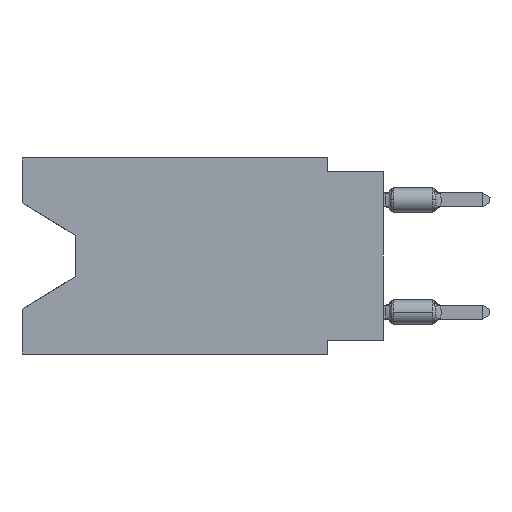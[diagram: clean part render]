
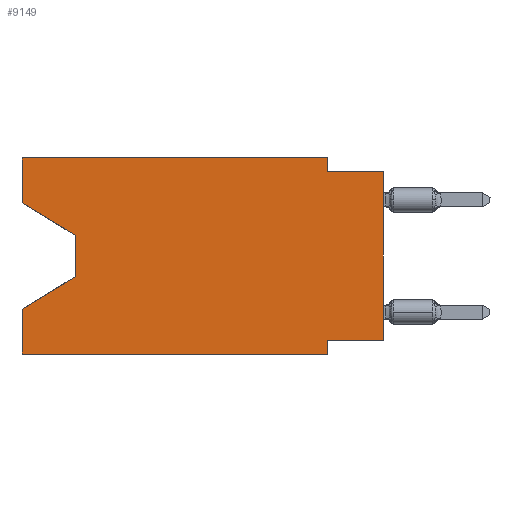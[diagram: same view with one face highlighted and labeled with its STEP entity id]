
A CAD part, left-side view. The second image highlights one B-rep face of the part: STEP entity #9149.
In plain terms, the highlighted planar face has unit normal (-1, 0, 0).
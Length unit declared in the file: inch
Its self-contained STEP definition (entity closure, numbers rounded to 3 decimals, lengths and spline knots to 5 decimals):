
#81 = VECTOR ( 'NONE', #23303, 39.37008 ) ;
#464 = VERTEX_POINT ( 'NONE', #5820 ) ;
#1280 = CARTESIAN_POINT ( 'NONE',  ( 0., 0., 0. ) ) ;
#2027 = LINE ( 'NONE', #10630, #81 ) ;
#2129 = EDGE_CURVE ( 'NONE', #8448, #20241, #19799, .T. ) ;
#2691 = FACE_OUTER_BOUND ( 'NONE', #12800, .T. ) ;
#3262 = VECTOR ( 'NONE', #7626, 39.37008 ) ;
#3589 = CARTESIAN_POINT ( 'NONE',  ( 0., 0.1, -0.35 ) ) ;
#3612 = CARTESIAN_POINT ( 'NONE',  ( 0., 0., -0.025 ) ) ;
#4289 = VERTEX_POINT ( 'NONE', #3612 ) ;
#4364 = CARTESIAN_POINT ( 'NONE',  ( 0., 0.1, 0. ) ) ;
#4510 = CARTESIAN_POINT ( 'NONE',  ( 0., 0., -0.325 ) ) ;
#4792 = CARTESIAN_POINT ( 'NONE',  ( 0., 0.645, -0.26975 ) ) ;
#5609 = EDGE_CURVE ( 'NONE', #24865, #6457, #16824, .T. ) ;
#5811 = VERTEX_POINT ( 'NONE', #6673 ) ;
#5820 = CARTESIAN_POINT ( 'NONE',  ( 0., 0., -0.325 ) ) ;
#6066 = ORIENTED_EDGE ( 'NONE', *, *, #13473, .T. ) ;
#6155 = ORIENTED_EDGE ( 'NONE', *, *, #16832, .F. ) ;
#6160 = VERTEX_POINT ( 'NONE', #4364 ) ;
#6276 = ORIENTED_EDGE ( 'NONE', *, *, #5609, .F. ) ;
#6402 = ORIENTED_EDGE ( 'NONE', *, *, #15955, .F. ) ;
#6457 = VERTEX_POINT ( 'NONE', #14328 ) ;
#6673 = CARTESIAN_POINT ( 'NONE',  ( 0., 0.645, 0. ) ) ;
#6988 = DIRECTION ( 'NONE',  ( 0., 0., -1. ) ) ;
#7020 = EDGE_CURVE ( 'NONE', #24107, #11803, #27836, .T. ) ;
#7425 = EDGE_CURVE ( 'NONE', #464, #24865, #8876, .T. ) ;
#7430 = LINE ( 'NONE', #22630, #12546 ) ;
#7626 = DIRECTION ( 'NONE',  ( 0., 0., 1. ) ) ;
#7908 = ORIENTED_EDGE ( 'NONE', *, *, #13285, .T. ) ;
#8039 = CARTESIAN_POINT ( 'NONE',  ( 0., 0.645, -0.08025 ) ) ;
#8315 = LINE ( 'NONE', #10293, #25059 ) ;
#8448 = VERTEX_POINT ( 'NONE', #26972 ) ;
#8483 = ORIENTED_EDGE ( 'NONE', *, *, #11630, .T. ) ;
#8777 = CARTESIAN_POINT ( 'NONE',  ( 0., 0.645, -0.08025 ) ) ;
#8876 = LINE ( 'NONE', #4510, #19628 ) ;
#9149 = ADVANCED_FACE ( 'NONE', ( #2691 ), #15519, .F. ) ;
#9864 = DIRECTION ( 'NONE',  ( 0., -1., 0. ) ) ;
#9899 = CARTESIAN_POINT ( 'NONE',  ( 0., 0.1, -0.025 ) ) ;
#10230 = CARTESIAN_POINT ( 'NONE',  ( 0., 0.645, 0. ) ) ;
#10293 = CARTESIAN_POINT ( 'NONE',  ( 0., 0.55, -0.212 ) ) ;
#10630 = CARTESIAN_POINT ( 'NONE',  ( 0., 0.645, 0. ) ) ;
#11607 = VECTOR ( 'NONE', #9864, 39.37008 ) ;
#11630 = EDGE_CURVE ( 'NONE', #26836, #8448, #23257, .T. ) ;
#11803 = VERTEX_POINT ( 'NONE', #4792 ) ;
#11915 = VECTOR ( 'NONE', #27078, 39.37008 ) ;
#12102 = CARTESIAN_POINT ( 'NONE',  ( 0., 0., -0.025 ) ) ;
#12546 = VECTOR ( 'NONE', #22487, 39.37008 ) ;
#12733 = DIRECTION ( 'NONE',  ( 0., 0., 1. ) ) ;
#12736 = CARTESIAN_POINT ( 'NONE',  ( 0., 0.1, 0. ) ) ;
#12800 = EDGE_LOOP ( 'NONE', ( #8483, #17879, #6066, #18077, #7908, #6276, #22732, #22084, #16102, #19387, #6155, #6402 ) ) ;
#12887 = LINE ( 'NONE', #12736, #25700 ) ;
#13081 = DIRECTION ( 'NONE',  ( 0., 1., 0. ) ) ;
#13205 = CARTESIAN_POINT ( 'NONE',  ( 0., 0.55, -0.212 ) ) ;
#13285 = EDGE_CURVE ( 'NONE', #24107, #6457, #26793, .T. ) ;
#13473 = EDGE_CURVE ( 'NONE', #20241, #11803, #8315, .T. ) ;
#13805 = LINE ( 'NONE', #12102, #11607 ) ;
#14138 = VERTEX_POINT ( 'NONE', #9899 ) ;
#14328 = CARTESIAN_POINT ( 'NONE',  ( 0., 0.1, -0.35 ) ) ;
#14390 = LINE ( 'NONE', #1280, #3262 ) ;
#15519 = PLANE ( 'NONE',  #18698 ) ;
#15667 = EDGE_CURVE ( 'NONE', #14138, #4289, #13805, .T. ) ;
#15955 = EDGE_CURVE ( 'NONE', #26836, #5811, #7430, .T. ) ;
#16102 = ORIENTED_EDGE ( 'NONE', *, *, #15667, .F. ) ;
#16203 = DIRECTION ( 'NONE',  ( 0., -1., 0. ) ) ;
#16824 = LINE ( 'NONE', #3589, #26569 ) ;
#16832 = EDGE_CURVE ( 'NONE', #5811, #6160, #2027, .T. ) ;
#16908 = DIRECTION ( 'NONE',  ( 0., 0.855, -0.519 ) ) ;
#17498 = CARTESIAN_POINT ( 'NONE',  ( 0., 0.1, -0.325 ) ) ;
#17879 = ORIENTED_EDGE ( 'NONE', *, *, #2129, .T. ) ;
#18077 = ORIENTED_EDGE ( 'NONE', *, *, #7020, .F. ) ;
#18698 = AXIS2_PLACEMENT_3D ( 'NONE', #21573, #25830, #21844 ) ;
#19141 = VECTOR ( 'NONE', #12733, 39.37008 ) ;
#19387 = ORIENTED_EDGE ( 'NONE', *, *, #26467, .F. ) ;
#19495 = EDGE_CURVE ( 'NONE', #464, #4289, #14390, .T. ) ;
#19628 = VECTOR ( 'NONE', #13081, 39.37008 ) ;
#19799 = LINE ( 'NONE', #26447, #26749 ) ;
#20241 = VERTEX_POINT ( 'NONE', #13205 ) ;
#21054 = DIRECTION ( 'NONE',  ( 0., 0., -1. ) ) ;
#21339 = DIRECTION ( 'NONE',  ( 0., 0., -1. ) ) ;
#21573 = CARTESIAN_POINT ( 'NONE',  ( 0., 0.645, 0. ) ) ;
#21844 = DIRECTION ( 'NONE',  ( 0., 0., -1. ) ) ;
#22084 = ORIENTED_EDGE ( 'NONE', *, *, #19495, .T. ) ;
#22487 = DIRECTION ( 'NONE',  ( 0., 0., 1. ) ) ;
#22630 = CARTESIAN_POINT ( 'NONE',  ( 0., 0.645, 0. ) ) ;
#22732 = ORIENTED_EDGE ( 'NONE', *, *, #7425, .F. ) ;
#23257 = LINE ( 'NONE', #8039, #11915 ) ;
#23303 = DIRECTION ( 'NONE',  ( 0., -1., 0. ) ) ;
#24107 = VERTEX_POINT ( 'NONE', #27048 ) ;
#24865 = VERTEX_POINT ( 'NONE', #17498 ) ;
#25059 = VECTOR ( 'NONE', #16908, 39.37008 ) ;
#25533 = VECTOR ( 'NONE', #16203, 39.37008 ) ;
#25700 = VECTOR ( 'NONE', #21339, 39.37008 ) ;
#25830 = DIRECTION ( 'NONE',  ( 1., 0., 0. ) ) ;
#26447 = CARTESIAN_POINT ( 'NONE',  ( 0., 0.55, -0.138 ) ) ;
#26467 = EDGE_CURVE ( 'NONE', #6160, #14138, #12887, .T. ) ;
#26516 = CARTESIAN_POINT ( 'NONE',  ( 0., 0.645, -0.35 ) ) ;
#26569 = VECTOR ( 'NONE', #21054, 39.37008 ) ;
#26749 = VECTOR ( 'NONE', #6988, 39.37008 ) ;
#26793 = LINE ( 'NONE', #26516, #25533 ) ;
#26836 = VERTEX_POINT ( 'NONE', #8777 ) ;
#26972 = CARTESIAN_POINT ( 'NONE',  ( 0., 0.55, -0.138 ) ) ;
#27048 = CARTESIAN_POINT ( 'NONE',  ( 0., 0.645, -0.35 ) ) ;
#27078 = DIRECTION ( 'NONE',  ( 0., -0.855, -0.519 ) ) ;
#27836 = LINE ( 'NONE', #10230, #19141 ) ;
